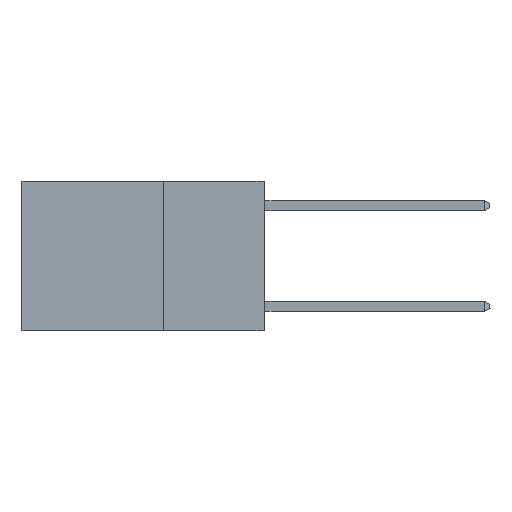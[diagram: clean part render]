
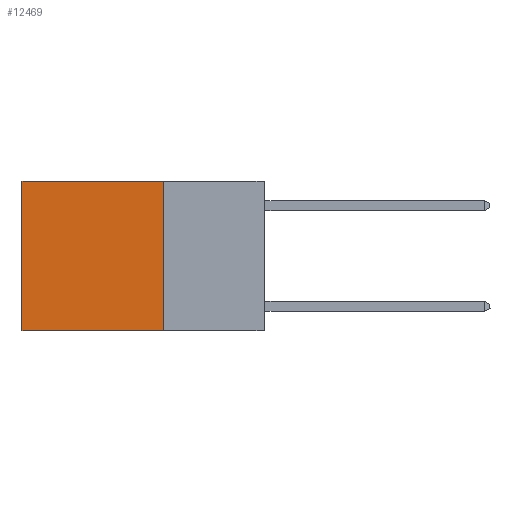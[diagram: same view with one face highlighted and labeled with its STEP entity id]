
A CAD part, left-side view. The second image highlights one B-rep face of the part: STEP entity #12469.
In plain terms, the highlighted planar face has unit normal (-1, 0, 0).
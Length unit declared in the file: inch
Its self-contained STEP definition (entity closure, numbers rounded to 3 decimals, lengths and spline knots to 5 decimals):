
#248 = CARTESIAN_POINT ( 'NONE',  ( 0.2625, 0.6, -0.37 ) ) ;
#323 = DIRECTION ( 'NONE',  ( 0., 1., 0. ) ) ;
#694 = CARTESIAN_POINT ( 'NONE',  ( 0.2625, 0.25, 0. ) ) ;
#1116 = EDGE_CURVE ( 'NONE', #6666, #10434, #8498, .T. ) ;
#1283 = DIRECTION ( 'NONE',  ( 0., 1., 0. ) ) ;
#1669 = CARTESIAN_POINT ( 'NONE',  ( 0.2625, 0.25, -0.37 ) ) ;
#1992 = VERTEX_POINT ( 'NONE', #4531 ) ;
#2062 = VECTOR ( 'NONE', #323, 39.37008 ) ;
#2635 = ORIENTED_EDGE ( 'NONE', *, *, #4987, .T. ) ;
#2865 = LINE ( 'NONE', #12328, #8424 ) ;
#2958 = ORIENTED_EDGE ( 'NONE', *, *, #9072, .T. ) ;
#3344 = FACE_OUTER_BOUND ( 'NONE', #4489, .T. ) ;
#4435 = EDGE_CURVE ( 'NONE', #8738, #6666, #5427, .T. ) ;
#4489 = EDGE_LOOP ( 'NONE', ( #2635, #5212, #7900, #2958 ) ) ;
#4531 = CARTESIAN_POINT ( 'NONE',  ( 0.2625, 0.6, 0. ) ) ;
#4987 = EDGE_CURVE ( 'NONE', #1992, #10434, #2865, .T. ) ;
#5124 = DIRECTION ( 'NONE',  ( 0., 0., -1. ) ) ;
#5212 = ORIENTED_EDGE ( 'NONE', *, *, #1116, .F. ) ;
#5427 = LINE ( 'NONE', #8111, #8442 ) ;
#5432 = DIRECTION ( 'NONE',  ( 0., 0., -1. ) ) ;
#5470 = VECTOR ( 'NONE', #1283, 39.37008 ) ;
#5599 = DIRECTION ( 'NONE',  ( 1., 0., 0. ) ) ;
#6256 = CARTESIAN_POINT ( 'NONE',  ( 0.2625, 0.25, 0. ) ) ;
#6666 = VERTEX_POINT ( 'NONE', #11208 ) ;
#7900 = ORIENTED_EDGE ( 'NONE', *, *, #4435, .F. ) ;
#8111 = CARTESIAN_POINT ( 'NONE',  ( 0.2625, 0.25, 0. ) ) ;
#8424 = VECTOR ( 'NONE', #5432, 39.37008 ) ;
#8442 = VECTOR ( 'NONE', #5124, 39.37008 ) ;
#8498 = LINE ( 'NONE', #1669, #5470 ) ;
#8738 = VERTEX_POINT ( 'NONE', #694 ) ;
#9072 = EDGE_CURVE ( 'NONE', #8738, #1992, #9915, .T. ) ;
#9610 = PLANE ( 'NONE',  #10699 ) ;
#9915 = LINE ( 'NONE', #6256, #2062 ) ;
#10434 = VERTEX_POINT ( 'NONE', #248 ) ;
#10699 = AXIS2_PLACEMENT_3D ( 'NONE', #11549, #5599, #12489 ) ;
#11208 = CARTESIAN_POINT ( 'NONE',  ( 0.2625, 0.25, -0.37 ) ) ;
#11549 = CARTESIAN_POINT ( 'NONE',  ( 0.2625, 0.25, 0. ) ) ;
#12328 = CARTESIAN_POINT ( 'NONE',  ( 0.2625, 0.6, 0. ) ) ;
#12469 = ADVANCED_FACE ( 'NONE', ( #3344 ), #9610, .F. ) ;
#12489 = DIRECTION ( 'NONE',  ( 0., 0., -1. ) ) ;
